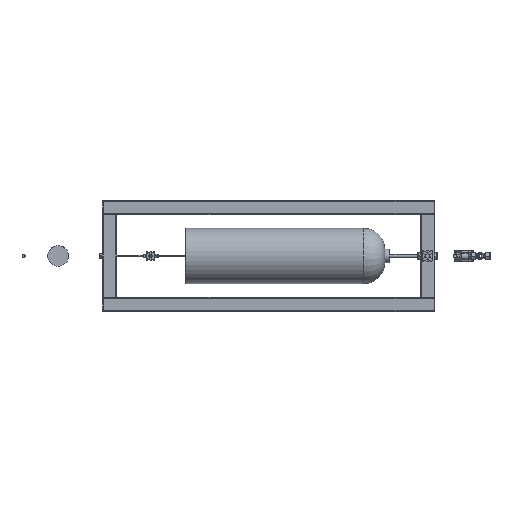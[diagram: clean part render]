
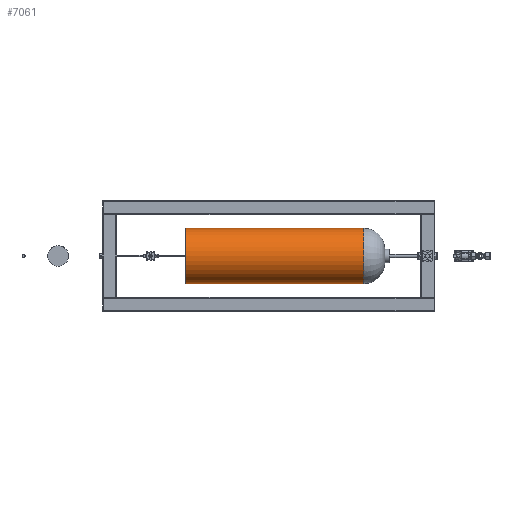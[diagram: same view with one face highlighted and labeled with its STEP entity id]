
A CAD part, left-side view. The second image highlights one B-rep face of the part: STEP entity #7061.
In plain terms, the highlighted cylindrical face has radius 101.854 mm (diameter 203.708 mm), a partial arc.
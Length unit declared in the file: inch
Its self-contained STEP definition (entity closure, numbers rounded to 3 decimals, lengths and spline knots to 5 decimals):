
#986 = EDGE_CURVE ( 'NONE', #2333, #5128, #12574, .T. ) ;
#1175 = CARTESIAN_POINT ( 'NONE',  ( 0., 11.005, -4.01 ) ) ;
#2333 = VERTEX_POINT ( 'NONE', #3225 ) ;
#2370 = CARTESIAN_POINT ( 'NONE',  ( 0., 14.765, 4.01 ) ) ;
#2749 = ORIENTED_EDGE ( 'NONE', *, *, #18141, .F. ) ;
#2918 = CARTESIAN_POINT ( 'NONE',  ( 0., 14.765, 0. ) ) ;
#3225 = CARTESIAN_POINT ( 'NONE',  ( 0., 11.005, 4.01 ) ) ;
#3412 = CARTESIAN_POINT ( 'NONE',  ( 0., -14.765, 4.01 ) ) ;
#3904 = CARTESIAN_POINT ( 'NONE',  ( 0., -14.765, -4.01 ) ) ;
#4361 = EDGE_LOOP ( 'NONE', ( #15839, #2749, #4736, #15723 ) ) ;
#4426 = CYLINDRICAL_SURFACE ( 'NONE', #12872, 4.01 ) ;
#4736 = ORIENTED_EDGE ( 'NONE', *, *, #9024, .T. ) ;
#5128 = VERTEX_POINT ( 'NONE', #3412 ) ;
#5218 = AXIS2_PLACEMENT_3D ( 'NONE', #9041, #6168, #15080 ) ;
#6168 = DIRECTION ( 'NONE',  ( 0., 1., 0. ) ) ;
#7061 = ADVANCED_FACE ( 'NONE', ( #19130 ), #4426, .T. ) ;
#9024 = EDGE_CURVE ( 'NONE', #9199, #10185, #13771, .T. ) ;
#9041 = CARTESIAN_POINT ( 'NONE',  ( 0., 11.005, 0. ) ) ;
#9199 = VERTEX_POINT ( 'NONE', #1175 ) ;
#9536 = DIRECTION ( 'NONE',  ( 0., 0., 1. ) ) ;
#10185 = VERTEX_POINT ( 'NONE', #3904 ) ;
#10196 = VECTOR ( 'NONE', #14159, 39.37008 ) ;
#12574 = LINE ( 'NONE', #2370, #10196 ) ;
#12606 = DIRECTION ( 'NONE',  ( 0., 1., 0. ) ) ;
#12872 = AXIS2_PLACEMENT_3D ( 'NONE', #2918, #14915, #15122 ) ;
#13725 = CIRCLE ( 'NONE', #5218, 4.01 ) ;
#13771 = LINE ( 'NONE', #13866, #17448 ) ;
#13866 = CARTESIAN_POINT ( 'NONE',  ( 0., 14.765, -4.01 ) ) ;
#14037 = CIRCLE ( 'NONE', #14379, 4.01 ) ;
#14159 = DIRECTION ( 'NONE',  ( 0., -1., 0. ) ) ;
#14379 = AXIS2_PLACEMENT_3D ( 'NONE', #18880, #12606, #9536 ) ;
#14915 = DIRECTION ( 'NONE',  ( 0., -1., 0. ) ) ;
#15080 = DIRECTION ( 'NONE',  ( 0., 0., 1. ) ) ;
#15122 = DIRECTION ( 'NONE',  ( 0., 0., -1. ) ) ;
#15723 = ORIENTED_EDGE ( 'NONE', *, *, #17897, .T. ) ;
#15839 = ORIENTED_EDGE ( 'NONE', *, *, #986, .F. ) ;
#17448 = VECTOR ( 'NONE', #18640, 39.37008 ) ;
#17897 = EDGE_CURVE ( 'NONE', #10185, #5128, #14037, .T. ) ;
#18141 = EDGE_CURVE ( 'NONE', #9199, #2333, #13725, .T. ) ;
#18640 = DIRECTION ( 'NONE',  ( 0., -1., 0. ) ) ;
#18880 = CARTESIAN_POINT ( 'NONE',  ( 0., -14.765, 0. ) ) ;
#19130 = FACE_OUTER_BOUND ( 'NONE', #4361, .T. ) ;
